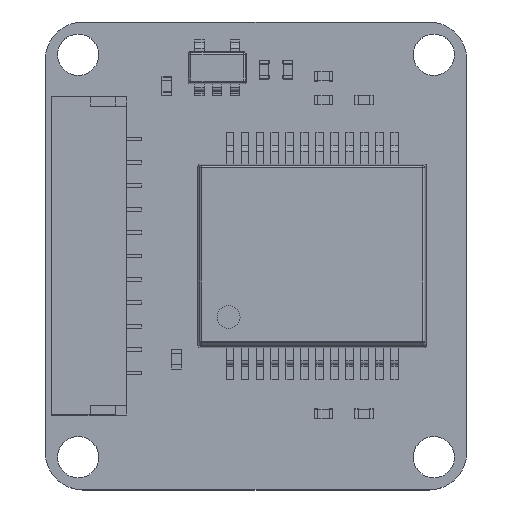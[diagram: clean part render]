
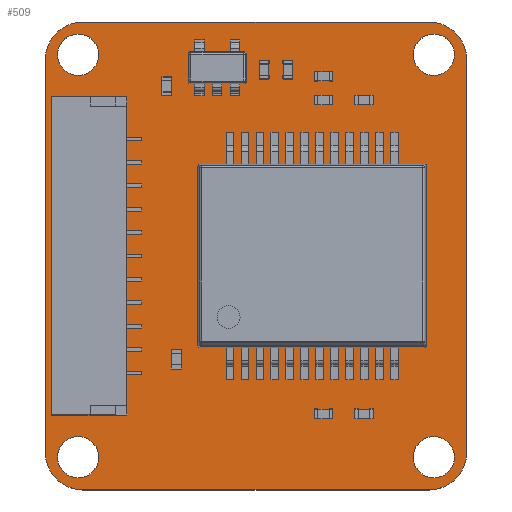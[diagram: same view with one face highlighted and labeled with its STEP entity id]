
A CAD part, top view. The second image highlights one B-rep face of the part: STEP entity #509.
In plain terms, the highlighted planar face has unit normal (0, 0, 1).
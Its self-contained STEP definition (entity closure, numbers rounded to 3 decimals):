
#100 = VERTEX_POINT('',#101);
#101 = CARTESIAN_POINT('',(0.,2.,1.601));
#107 = EDGE_CURVE('',#100,#108,#110,.T.);
#108 = VERTEX_POINT('',#109);
#109 = CARTESIAN_POINT('',(0.,23.,1.601));
#110 = LINE('',#111,#112);
#111 = CARTESIAN_POINT('',(0.,2.,1.601));
#112 = VECTOR('',#113,1.);
#113 = DIRECTION('',(0.,1.,0.));
#138 = EDGE_CURVE('',#108,#139,#141,.T.);
#139 = VERTEX_POINT('',#140);
#140 = CARTESIAN_POINT('',(2.,25.,1.601));
#141 = CIRCLE('',#142,2.001);
#142 = AXIS2_PLACEMENT_3D('',#143,#144,#145);
#143 = CARTESIAN_POINT('',(2.001,22.999,1.601));
#144 = DIRECTION('',(0.,0.,-1.));
#145 = DIRECTION('',(-1.,0.,0.));
#171 = EDGE_CURVE('',#139,#172,#174,.T.);
#172 = VERTEX_POINT('',#173);
#173 = CARTESIAN_POINT('',(20.5,25.,1.601));
#174 = LINE('',#175,#176);
#175 = CARTESIAN_POINT('',(2.,25.,1.601));
#176 = VECTOR('',#177,1.);
#177 = DIRECTION('',(1.,0.,0.));
#202 = EDGE_CURVE('',#172,#203,#205,.T.);
#203 = VERTEX_POINT('',#204);
#204 = CARTESIAN_POINT('',(22.5,23.,1.601));
#205 = CIRCLE('',#206,2.001);
#206 = AXIS2_PLACEMENT_3D('',#207,#208,#209);
#207 = CARTESIAN_POINT('',(20.499,22.999,1.601));
#208 = DIRECTION('',(0.,0.,-1.));
#209 = DIRECTION('',(0.,1.,0.));
#235 = EDGE_CURVE('',#203,#236,#238,.T.);
#236 = VERTEX_POINT('',#237);
#237 = CARTESIAN_POINT('',(22.5,2.,1.601));
#238 = LINE('',#239,#240);
#239 = CARTESIAN_POINT('',(22.5,23.,1.601));
#240 = VECTOR('',#241,1.);
#241 = DIRECTION('',(0.,-1.,0.));
#266 = EDGE_CURVE('',#236,#267,#269,.T.);
#267 = VERTEX_POINT('',#268);
#268 = CARTESIAN_POINT('',(20.5,0.,1.601));
#269 = CIRCLE('',#270,2.001);
#270 = AXIS2_PLACEMENT_3D('',#271,#272,#273);
#271 = CARTESIAN_POINT('',(20.499,2.001,1.601));
#272 = DIRECTION('',(0.,0.,-1.));
#273 = DIRECTION('',(1.,0.,0.));
#299 = EDGE_CURVE('',#267,#300,#302,.T.);
#300 = VERTEX_POINT('',#301);
#301 = CARTESIAN_POINT('',(2.,0.,1.601));
#302 = LINE('',#303,#304);
#303 = CARTESIAN_POINT('',(20.5,0.,1.601));
#304 = VECTOR('',#305,1.);
#305 = DIRECTION('',(-1.,0.,0.));
#330 = EDGE_CURVE('',#300,#100,#331,.T.);
#331 = CIRCLE('',#332,2.001);
#332 = AXIS2_PLACEMENT_3D('',#333,#334,#335);
#333 = CARTESIAN_POINT('',(2.001,2.001,1.601));
#334 = DIRECTION('',(0.,0.,-1.));
#335 = DIRECTION('',(0.,-1.,-0.));
#356 = VERTEX_POINT('',#357);
#357 = CARTESIAN_POINT('',(2.85,1.75,1.601));
#363 = EDGE_CURVE('',#356,#356,#364,.T.);
#364 = CIRCLE('',#365,1.1);
#365 = AXIS2_PLACEMENT_3D('',#366,#367,#368);
#366 = CARTESIAN_POINT('',(1.75,1.75,1.601));
#367 = DIRECTION('',(0.,0.,1.));
#368 = DIRECTION('',(1.,0.,-0.));
#389 = VERTEX_POINT('',#390);
#390 = CARTESIAN_POINT('',(2.85,23.25,1.601));
#396 = EDGE_CURVE('',#389,#389,#397,.T.);
#397 = CIRCLE('',#398,1.1);
#398 = AXIS2_PLACEMENT_3D('',#399,#400,#401);
#399 = CARTESIAN_POINT('',(1.75,23.25,1.601));
#400 = DIRECTION('',(0.,0.,1.));
#401 = DIRECTION('',(1.,0.,-0.));
#422 = VERTEX_POINT('',#423);
#423 = CARTESIAN_POINT('',(21.85,1.75,1.601));
#429 = EDGE_CURVE('',#422,#422,#430,.T.);
#430 = CIRCLE('',#431,1.1);
#431 = AXIS2_PLACEMENT_3D('',#432,#433,#434);
#432 = CARTESIAN_POINT('',(20.75,1.75,1.601));
#433 = DIRECTION('',(0.,0.,1.));
#434 = DIRECTION('',(1.,0.,-0.));
#455 = VERTEX_POINT('',#456);
#456 = CARTESIAN_POINT('',(21.85,23.25,1.601));
#462 = EDGE_CURVE('',#455,#455,#463,.T.);
#463 = CIRCLE('',#464,1.1);
#464 = AXIS2_PLACEMENT_3D('',#465,#466,#467);
#465 = CARTESIAN_POINT('',(20.75,23.25,1.601));
#466 = DIRECTION('',(0.,0.,1.));
#467 = DIRECTION('',(1.,0.,-0.));
#509 = ADVANCED_FACE('',(#510,#520,#523,#526,#529),#532,.F.);
#510 = FACE_BOUND('',#511,.F.);
#511 = EDGE_LOOP('',(#512,#513,#514,#515,#516,#517,#518,#519));
#512 = ORIENTED_EDGE('',*,*,#107,.T.);
#513 = ORIENTED_EDGE('',*,*,#138,.T.);
#514 = ORIENTED_EDGE('',*,*,#171,.T.);
#515 = ORIENTED_EDGE('',*,*,#202,.T.);
#516 = ORIENTED_EDGE('',*,*,#235,.T.);
#517 = ORIENTED_EDGE('',*,*,#266,.T.);
#518 = ORIENTED_EDGE('',*,*,#299,.T.);
#519 = ORIENTED_EDGE('',*,*,#330,.T.);
#520 = FACE_BOUND('',#521,.F.);
#521 = EDGE_LOOP('',(#522));
#522 = ORIENTED_EDGE('',*,*,#363,.T.);
#523 = FACE_BOUND('',#524,.F.);
#524 = EDGE_LOOP('',(#525));
#525 = ORIENTED_EDGE('',*,*,#396,.T.);
#526 = FACE_BOUND('',#527,.F.);
#527 = EDGE_LOOP('',(#528));
#528 = ORIENTED_EDGE('',*,*,#429,.T.);
#529 = FACE_BOUND('',#530,.F.);
#530 = EDGE_LOOP('',(#531));
#531 = ORIENTED_EDGE('',*,*,#462,.T.);
#532 = PLANE('',#533);
#533 = AXIS2_PLACEMENT_3D('',#534,#535,#536);
#534 = CARTESIAN_POINT('',(11.25,12.5,1.601));
#535 = DIRECTION('',(-0.,-0.,-1.));
#536 = DIRECTION('',(-1.,0.,0.));
